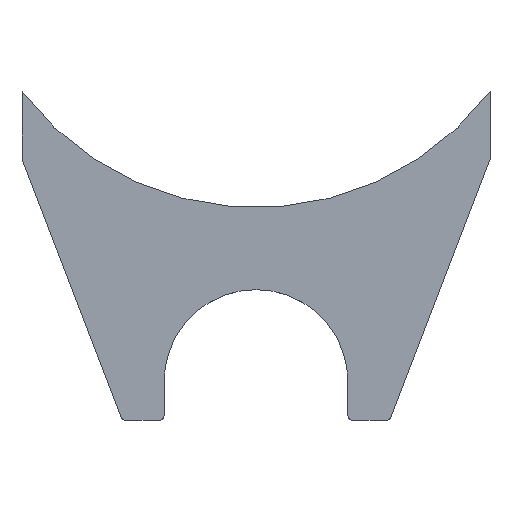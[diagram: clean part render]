
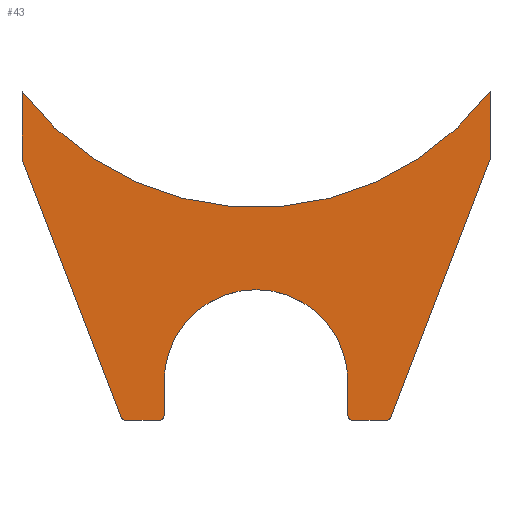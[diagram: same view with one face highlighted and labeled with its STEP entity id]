
A CAD part, top view. The second image highlights one B-rep face of the part: STEP entity #43.
In plain terms, the highlighted planar face has unit normal (0, 0, 1).
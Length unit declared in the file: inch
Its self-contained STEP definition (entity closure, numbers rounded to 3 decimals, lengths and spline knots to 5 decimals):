
#4 = ORIENTED_EDGE ( 'NONE', *, *, #387, .T. ) ;
#14 = CARTESIAN_POINT ( 'NONE',  ( -1.25, -6.486, 0. ) ) ;
#19 = ORIENTED_EDGE ( 'NONE', *, *, #203, .T. ) ;
#20 = VERTEX_POINT ( 'NONE', #404 ) ;
#26 = ORIENTED_EDGE ( 'NONE', *, *, #576, .T. ) ;
#30 = CIRCLE ( 'NONE', #402, 1.188 ) ;
#31 = LINE ( 'NONE', #165, #406 ) ;
#38 = DIRECTION ( 'NONE',  ( 0.359, 0.933, 0. ) ) ;
#43 = ADVANCED_FACE ( 'NONE', ( #389 ), #419, .T. ) ;
#46 = VERTEX_POINT ( 'NONE', #475 ) ;
#61 = DIRECTION ( 'NONE',  ( 0., 0., -1. ) ) ;
#63 = ORIENTED_EDGE ( 'NONE', *, *, #449, .T. ) ;
#70 = LINE ( 'NONE', #386, #170 ) ;
#73 = CARTESIAN_POINT ( 'NONE',  ( 0., -6.046, 0. ) ) ;
#74 = LINE ( 'NONE', #301, #127 ) ;
#75 = ORIENTED_EDGE ( 'NONE', *, *, #251, .T. ) ;
#79 = EDGE_CURVE ( 'NONE', #117, #46, #426, .T. ) ;
#100 = VERTEX_POINT ( 'NONE', #296 ) ;
#107 = VERTEX_POINT ( 'NONE', #342 ) ;
#108 = VERTEX_POINT ( 'NONE', #287 ) ;
#110 = DIRECTION ( 'NONE',  ( 1., 0., 0. ) ) ;
#117 = VERTEX_POINT ( 'NONE', #162 ) ;
#121 = DIRECTION ( 'NONE',  ( 0., 1., 0. ) ) ;
#122 = DIRECTION ( 'NONE',  ( 0., 0., 1. ) ) ;
#127 = VECTOR ( 'NONE', #252, 39.37008 ) ;
#128 = CARTESIAN_POINT ( 'NONE',  ( 1.25, -6.486, 0. ) ) ;
#136 = EDGE_CURVE ( 'NONE', #20, #440, #31, .T. ) ;
#143 = ORIENTED_EDGE ( 'NONE', *, *, #360, .T. ) ;
#145 = ORIENTED_EDGE ( 'NONE', *, *, #581, .T. ) ;
#150 = VECTOR ( 'NONE', #121, 39.37008 ) ;
#151 = ORIENTED_EDGE ( 'NONE', *, *, #157, .T. ) ;
#155 = DIRECTION ( 'NONE',  ( 0., -1., 0. ) ) ;
#157 = EDGE_CURVE ( 'NONE', #46, #108, #210, .T. ) ;
#162 = CARTESIAN_POINT ( 'NONE',  ( 1.74128, -6.50825, 0. ) ) ;
#163 = CIRCLE ( 'NONE', #497, 0.062 ) ;
#165 = CARTESIAN_POINT ( 'NONE',  ( -1.726, -6.548, 0. ) ) ;
#170 = VECTOR ( 'NONE', #569, 39.37008 ) ;
#182 = EDGE_CURVE ( 'NONE', #377, #100, #70, .T. ) ;
#183 = VERTEX_POINT ( 'NONE', #529 ) ;
#190 = ORIENTED_EDGE ( 'NONE', *, *, #79, .T. ) ;
#191 = CARTESIAN_POINT ( 'NONE',  ( -1.188, -6.046, 0. ) ) ;
#194 = LINE ( 'NONE', #240, #298 ) ;
#203 = EDGE_CURVE ( 'NONE', #338, #117, #163, .T. ) ;
#206 = EDGE_CURVE ( 'NONE', #506, #266, #74, .T. ) ;
#210 = LINE ( 'NONE', #519, #150 ) ;
#223 = CIRCLE ( 'NONE', #555, 0.062 ) ;
#236 = CARTESIAN_POINT ( 'NONE',  ( 1.25, -6.548, 0. ) ) ;
#240 = CARTESIAN_POINT ( 'NONE',  ( -3.0239, -3.173, 0. ) ) ;
#243 = EDGE_CURVE ( 'NONE', #266, #409, #223, .T. ) ;
#251 = EDGE_CURVE ( 'NONE', #409, #338, #274, .T. ) ;
#252 = DIRECTION ( 'NONE',  ( 0., -1., 0. ) ) ;
#256 = DIRECTION ( 'NONE',  ( 0., 0., 1. ) ) ;
#257 = DIRECTION ( 'NONE',  ( 0.359, -0.933, 0. ) ) ;
#266 = VERTEX_POINT ( 'NONE', #306 ) ;
#274 = LINE ( 'NONE', #319, #446 ) ;
#277 = AXIS2_PLACEMENT_3D ( 'NONE', #381, #61, #565 ) ;
#279 = CARTESIAN_POINT ( 'NONE',  ( -1.74128, -6.50825, 0. ) ) ;
#284 = CARTESIAN_POINT ( 'NONE',  ( -1.68342, -6.486, 0. ) ) ;
#285 = ORIENTED_EDGE ( 'NONE', *, *, #182, .T. ) ;
#287 = CARTESIAN_POINT ( 'NONE',  ( 3.0239, -2.298, 0. ) ) ;
#294 = VERTEX_POINT ( 'NONE', #447 ) ;
#296 = CARTESIAN_POINT ( 'NONE',  ( -1.25, -6.548, 0. ) ) ;
#298 = VECTOR ( 'NONE', #155, 39.37008 ) ;
#301 = CARTESIAN_POINT ( 'NONE',  ( 1.188, -6.046, 0. ) ) ;
#306 = CARTESIAN_POINT ( 'NONE',  ( 1.188, -6.486, 0. ) ) ;
#311 = CIRCLE ( 'NONE', #427, 0.062 ) ;
#314 = VECTOR ( 'NONE', #38, 39.37008 ) ;
#319 = CARTESIAN_POINT ( 'NONE',  ( 1.188, -6.548, 0. ) ) ;
#330 = DIRECTION ( 'NONE',  ( 1., 0., 0. ) ) ;
#335 = CARTESIAN_POINT ( 'NONE',  ( -1.68342, -6.548, 0. ) ) ;
#338 = VERTEX_POINT ( 'NONE', #434 ) ;
#342 = CARTESIAN_POINT ( 'NONE',  ( -3.0239, -2.298, 0. ) ) ;
#350 = DIRECTION ( 'NONE',  ( 1., 0., 0. ) ) ;
#360 = EDGE_CURVE ( 'NONE', #100, #183, #311, .T. ) ;
#371 = DIRECTION ( 'NONE',  ( 0., 1., 0. ) ) ;
#373 = ORIENTED_EDGE ( 'NONE', *, *, #136, .T. ) ;
#376 = EDGE_LOOP ( 'NONE', ( #373, #26, #285, #143, #63, #145, #516, #405, #75, #19, #190, #151, #546, #4 ) ) ;
#377 = VERTEX_POINT ( 'NONE', #335 ) ;
#381 = CARTESIAN_POINT ( 'NONE',  ( 0., 0., 0. ) ) ;
#382 = DIRECTION ( 'NONE',  ( 1., 0., 0. ) ) ;
#383 = CARTESIAN_POINT ( 'NONE',  ( 0., 0., 0. ) ) ;
#386 = CARTESIAN_POINT ( 'NONE',  ( -1.188, -6.548, 0. ) ) ;
#387 = EDGE_CURVE ( 'NONE', #107, #20, #194, .T. ) ;
#389 = FACE_OUTER_BOUND ( 'NONE', #376, .T. ) ;
#397 = EDGE_CURVE ( 'NONE', #108, #107, #445, .T. ) ;
#402 = AXIS2_PLACEMENT_3D ( 'NONE', #73, #413, #382 ) ;
#404 = CARTESIAN_POINT ( 'NONE',  ( -3.0239, -3.173, 0. ) ) ;
#405 = ORIENTED_EDGE ( 'NONE', *, *, #243, .T. ) ;
#406 = VECTOR ( 'NONE', #257, 39.37008 ) ;
#407 = DIRECTION ( 'NONE',  ( 1., 0., 0. ) ) ;
#409 = VERTEX_POINT ( 'NONE', #236 ) ;
#410 = LINE ( 'NONE', #191, #465 ) ;
#413 = DIRECTION ( 'NONE',  ( 0., 0., -1. ) ) ;
#419 = PLANE ( 'NONE',  #525 ) ;
#426 = LINE ( 'NONE', #526, #314 ) ;
#427 = AXIS2_PLACEMENT_3D ( 'NONE', #14, #523, #330 ) ;
#434 = CARTESIAN_POINT ( 'NONE',  ( 1.68342, -6.548, 0. ) ) ;
#440 = VERTEX_POINT ( 'NONE', #279 ) ;
#445 = CIRCLE ( 'NONE', #277, 3.798 ) ;
#446 = VECTOR ( 'NONE', #350, 39.37008 ) ;
#447 = CARTESIAN_POINT ( 'NONE',  ( -1.188, -6.046, 0. ) ) ;
#449 = EDGE_CURVE ( 'NONE', #183, #294, #410, .T. ) ;
#465 = VECTOR ( 'NONE', #371, 39.37008 ) ;
#470 = CARTESIAN_POINT ( 'NONE',  ( 1.68342, -6.486, 0. ) ) ;
#475 = CARTESIAN_POINT ( 'NONE',  ( 3.0239, -3.173, 0. ) ) ;
#497 = AXIS2_PLACEMENT_3D ( 'NONE', #470, #515, #110 ) ;
#506 = VERTEX_POINT ( 'NONE', #528 ) ;
#515 = DIRECTION ( 'NONE',  ( 0., 0., 1. ) ) ;
#516 = ORIENTED_EDGE ( 'NONE', *, *, #206, .T. ) ;
#519 = CARTESIAN_POINT ( 'NONE',  ( 3.0239, -3.173, 0. ) ) ;
#523 = DIRECTION ( 'NONE',  ( 0., 0., 1. ) ) ;
#525 = AXIS2_PLACEMENT_3D ( 'NONE', #383, #256, #530 ) ;
#526 = CARTESIAN_POINT ( 'NONE',  ( 1.726, -6.548, 0. ) ) ;
#528 = CARTESIAN_POINT ( 'NONE',  ( 1.188, -6.046, 0. ) ) ;
#529 = CARTESIAN_POINT ( 'NONE',  ( -1.188, -6.486, 0. ) ) ;
#530 = DIRECTION ( 'NONE',  ( 1., 0., 0. ) ) ;
#533 = DIRECTION ( 'NONE',  ( 0., 0., 1. ) ) ;
#539 = AXIS2_PLACEMENT_3D ( 'NONE', #284, #122, #568 ) ;
#546 = ORIENTED_EDGE ( 'NONE', *, *, #397, .T. ) ;
#555 = AXIS2_PLACEMENT_3D ( 'NONE', #128, #533, #407 ) ;
#565 = DIRECTION ( 'NONE',  ( 1., 0., 0. ) ) ;
#568 = DIRECTION ( 'NONE',  ( 1., 0., 0. ) ) ;
#569 = DIRECTION ( 'NONE',  ( 1., 0., 0. ) ) ;
#573 = CIRCLE ( 'NONE', #539, 0.062 ) ;
#576 = EDGE_CURVE ( 'NONE', #440, #377, #573, .T. ) ;
#581 = EDGE_CURVE ( 'NONE', #294, #506, #30, .T. ) ;
